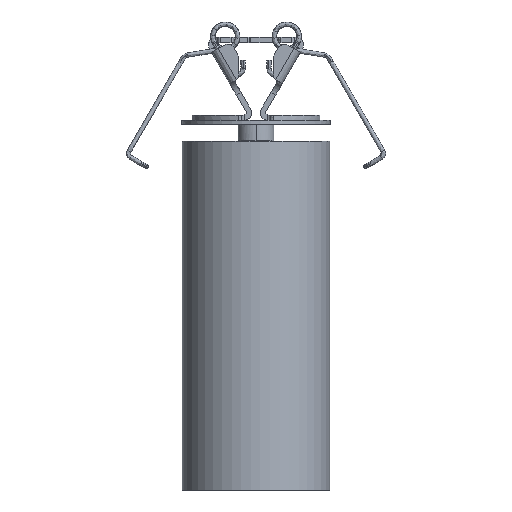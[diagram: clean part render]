
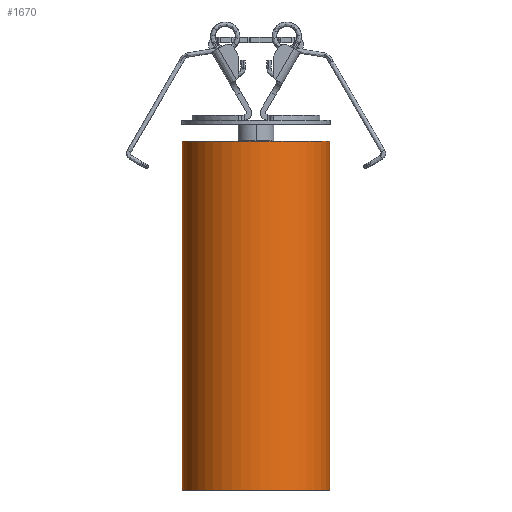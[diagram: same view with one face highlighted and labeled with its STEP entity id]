
A CAD part, front view. The second image highlights one B-rep face of the part: STEP entity #1670.
In plain terms, the highlighted free-form (B-spline) face has degree [2, 1] with [5, 2] control points.
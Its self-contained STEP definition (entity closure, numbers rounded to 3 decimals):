
#1670=ADVANCED_FACE('',(#3172),#24716,.T.);
#3172=FACE_OUTER_BOUND('',#4693,.T.);
#4693=EDGE_LOOP('',(#12730,#12731,#12732,#12733));
#12730=ORIENTED_EDGE('',*,*,#16743,.F.);
#12731=ORIENTED_EDGE('',*,*,#16747,.T.);
#12732=ORIENTED_EDGE('',*,*,#16745,.T.);
#12733=ORIENTED_EDGE('',*,*,#16785,.F.);
#16743=EDGE_CURVE('',#23369,#23370,#20810,.T.);
#16745=EDGE_CURVE('',#23372,#23393,#20812,.T.);
#16747=EDGE_CURVE('',#23369,#23372,#17647,.T.);
#16785=EDGE_CURVE('',#23370,#23393,#17667,.T.);
#17647=B_SPLINE_CURVE_WITH_KNOTS('',1,(#93857,#93858),.UNSPECIFIED.,.F.,
 .F.,(2,2),(14.2,144.2),.UNSPECIFIED.);
#17667=B_SPLINE_CURVE_WITH_KNOTS('',1,(#93987,#93988),.UNSPECIFIED.,.F.,
 .F.,(2,2),(14.2,144.2),.UNSPECIFIED.);
#20810=(
BOUNDED_CURVE()
B_SPLINE_CURVE(2,(#93840,#93841,#93842,#93843,#93844),.UNSPECIFIED.,.F.,
 .F.)
B_SPLINE_CURVE_WITH_KNOTS((3,2,3),(-172.788,-129.591,
-86.394),.UNSPECIFIED.)
CURVE()
GEOMETRIC_REPRESENTATION_ITEM()
RATIONAL_B_SPLINE_CURVE((1.,0.707,1.,0.707,1.))
REPRESENTATION_ITEM('')
);
#20812=(
BOUNDED_CURVE()
B_SPLINE_CURVE(2,(#93848,#93849,#93850,#93851,#93852),.UNSPECIFIED.,.F.,
 .F.)
B_SPLINE_CURVE_WITH_KNOTS((3,2,3),(-121.163,-77.966,
-34.769),.UNSPECIFIED.)
CURVE()
GEOMETRIC_REPRESENTATION_ITEM()
RATIONAL_B_SPLINE_CURVE((1.,0.707,1.,0.707,1.))
REPRESENTATION_ITEM('')
);
#23369=VERTEX_POINT('',#93747);
#23370=VERTEX_POINT('',#93748);
#23372=VERTEX_POINT('',#93750);
#23393=VERTEX_POINT('',#93771);
#24716=(
BOUNDED_SURFACE()
B_SPLINE_SURFACE(2,1,((#93683,#93684),(#93685,#93686),(#93687,#93688),(#93689,
#93690),(#93691,#93692)),.UNSPECIFIED.,.F.,.F.,.F.)
B_SPLINE_SURFACE_WITH_KNOTS((3,2,3),(2,2),(86.394,129.591,
172.788),(0.,158.4),.UNSPECIFIED.)
GEOMETRIC_REPRESENTATION_ITEM()
RATIONAL_B_SPLINE_SURFACE(((1.,1.),(0.707,0.707),
(1.,1.),(0.707,0.707),(1.,1.)))
REPRESENTATION_ITEM('')
SURFACE()
);
#93683=CARTESIAN_POINT('',(-27.495,-0.035,-7.504));
#93684=CARTESIAN_POINT('',(-27.495,-0.035,150.896));
#93685=CARTESIAN_POINT('',(-27.495,-27.535,-7.504));
#93686=CARTESIAN_POINT('',(-27.495,-27.535,150.896));
#93687=CARTESIAN_POINT('',(0.005,-27.535,-7.504));
#93688=CARTESIAN_POINT('',(0.005,-27.535,150.896));
#93689=CARTESIAN_POINT('',(27.505,-27.535,-7.504));
#93690=CARTESIAN_POINT('',(27.505,-27.535,150.896));
#93691=CARTESIAN_POINT('',(27.505,-0.035,-7.504));
#93692=CARTESIAN_POINT('',(27.505,-0.035,150.896));
#93747=CARTESIAN_POINT('',(27.505,-0.035,6.696));
#93748=CARTESIAN_POINT('',(-27.495,-0.035,6.696));
#93750=CARTESIAN_POINT('',(27.505,-0.035,136.696));
#93771=CARTESIAN_POINT('',(-27.495,-0.035,136.696));
#93840=CARTESIAN_POINT('',(27.505,-0.035,6.696));
#93841=CARTESIAN_POINT('',(27.505,-27.535,6.696));
#93842=CARTESIAN_POINT('',(0.005,-27.535,6.696));
#93843=CARTESIAN_POINT('',(-27.495,-27.535,6.696));
#93844=CARTESIAN_POINT('',(-27.495,-0.035,6.696));
#93848=CARTESIAN_POINT('',(27.505,-0.035,136.696));
#93849=CARTESIAN_POINT('',(27.505,-27.535,136.696));
#93850=CARTESIAN_POINT('',(0.005,-27.535,136.696));
#93851=CARTESIAN_POINT('',(-27.495,-27.535,136.696));
#93852=CARTESIAN_POINT('',(-27.495,-0.035,136.696));
#93857=CARTESIAN_POINT('',(27.505,-0.035,6.696));
#93858=CARTESIAN_POINT('',(27.505,-0.035,136.696));
#93987=CARTESIAN_POINT('',(-27.495,-0.035,6.696));
#93988=CARTESIAN_POINT('',(-27.495,-0.035,136.696));
